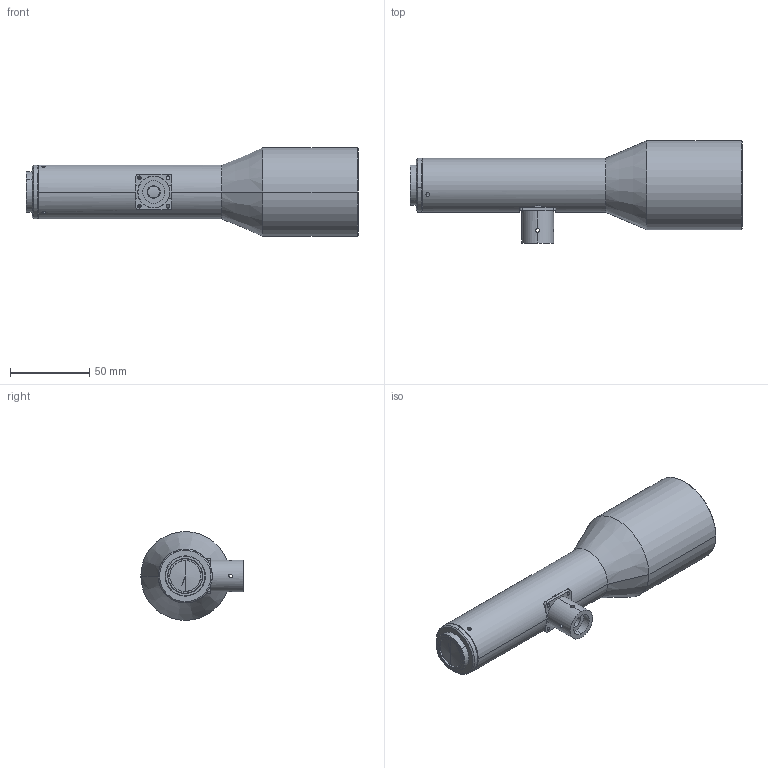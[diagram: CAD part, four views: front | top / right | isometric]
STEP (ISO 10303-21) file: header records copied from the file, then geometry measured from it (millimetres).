
FILE_DESCRIPTION (( 'STEP AP203' ), '1' );
FILE_NAME ('WWK046-220C-110.STEP', '2019-07-08T06:16:06', ( '' ), ( '' ), 'SwSTEP 2.0', 'SolidWorks 2017', '' );
FILE_SCHEMA (( 'CONFIG_CONTROL_DESIGN' ));
Length unit declared in the file: millimetre
Products named in the file (1): WWK046-220C-110
Bounding box: 209.2 x 64.5 x 56 mm (x, y, z)
Volume: 301869.5 mm3; surface area: 33672.2 mm2
Topology: 1 solids, 3 shells, 130 faces, 336 edges, 212 vertices
Faces by surface type: cylinder 75, plane 31, cone 24
Entity records: 4743 total; most frequent: CARTESIAN_POINT 1504, ORIENTED_EDGE 664, DIRECTION 660, EDGE_CURVE 332, AXIS2_PLACEMENT_3D 266, VERTEX_POINT 212, EDGE_LOOP 150, CIRCLE 135
